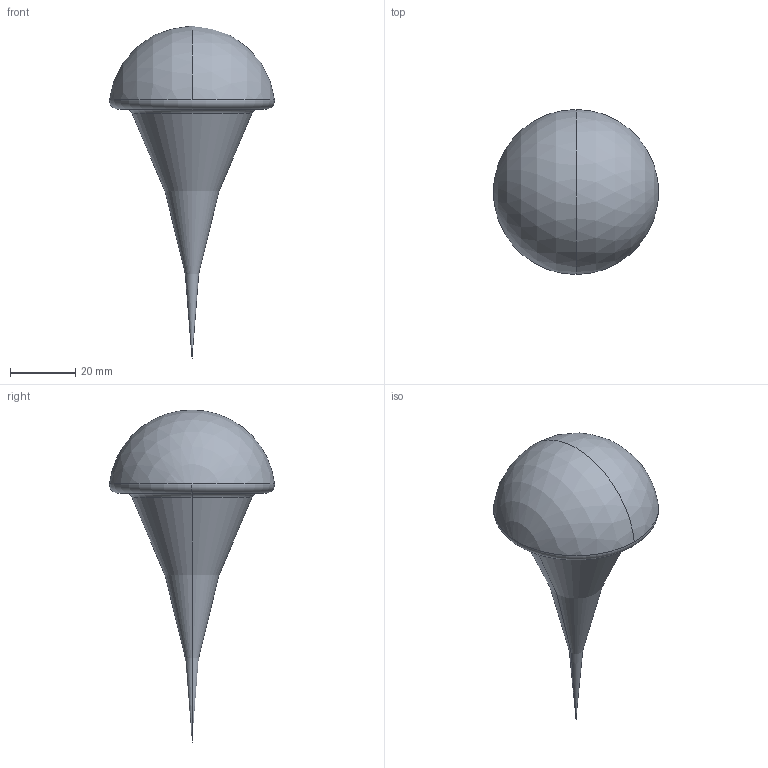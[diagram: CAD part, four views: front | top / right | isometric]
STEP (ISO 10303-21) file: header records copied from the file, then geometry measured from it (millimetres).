
FILE_DESCRIPTION (( 'STEP AP203' ), '1' );
FILE_NAME ('AP203.STEP', '2018-04-02T03:53:07', ( '' ), ( '' ), 'SwSTEP 2.0', 'SolidWorks 2014', '' );
FILE_SCHEMA (( 'CONFIG_CONTROL_DESIGN' ));
Length unit declared in the file: inch
Products named in the file (1): AP203
Bounding box: 50.51 x 50.51 x 101.6 mm (x, y, z)
Volume: 50871.9 mm3; surface area: 7894.7 mm2
Topology: 1 solids, 1 shells, 9 faces, 20 edges, 12 vertices
Faces by surface type: torus 6, sphere 2, plane 1
Entity records: 329 total; most frequent: DIRECTION 56, CARTESIAN_POINT 40, ORIENTED_EDGE 36, AXIS2_PLACEMENT_3D 28, CIRCLE 18, EDGE_CURVE 18, VERTEX_POINT 12, EDGE_LOOP 10
